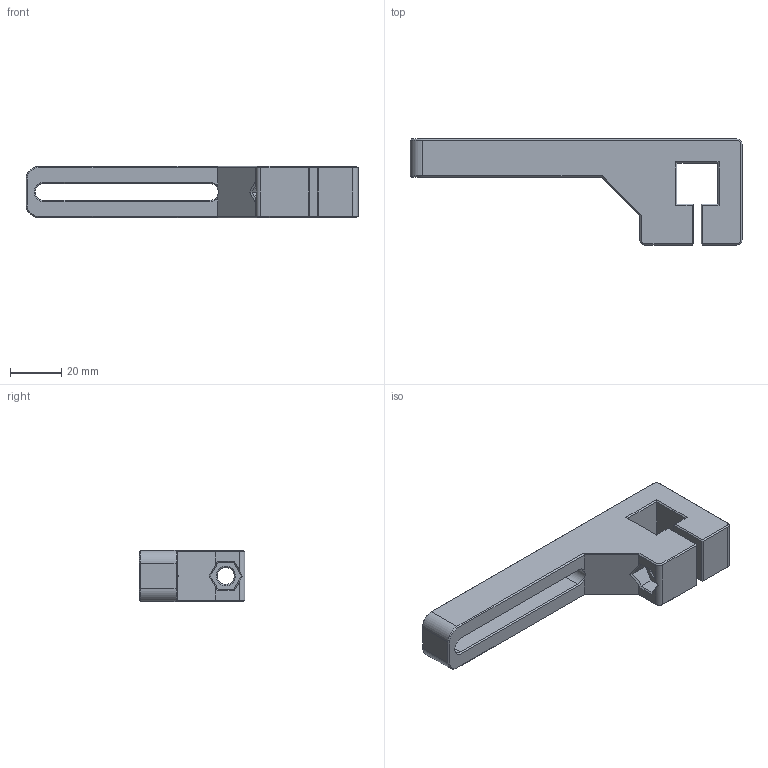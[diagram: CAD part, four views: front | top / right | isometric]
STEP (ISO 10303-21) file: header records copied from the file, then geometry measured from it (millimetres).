
FILE_DESCRIPTION(/* description */ (''),/* implementation_level */ '2;1');
FILE_NAME(/* name */ 'Support de base v18.step',/* time_stamp */ '2018-11-15T22:04:11+01:00',/* author */ ('Nik?'),/* organization */ (''),/* preprocessor_version */ 'ST-DEVELOPER v17.2',/* originating_system */ 'Autodesk Translation Framework v7.6.0.251',/* authorisation */ '');
FILE_SCHEMA (('AUTOMOTIVE_DESIGN { 1 0 10303 214 3 1 1 }'));
Length unit declared in the file: millimetre
Products named in the file (1): Support de base
Bounding box: 130 x 41.5 x 20 mm (x, y, z)
Volume: 47413.2 mm3; surface area: 15676.6 mm2
Topology: 1 solids, 1 shells, 105 faces, 246 edges, 142 vertices
Faces by surface type: plane 75, cone 17, cylinder 9, bspline 4
Full cylindrical faces by diameter (mm): 6.6 x2
Entity records: 2999 total; most frequent: CARTESIAN_POINT 588, ORIENTED_EDGE 492, DIRECTION 476, EDGE_CURVE 246, LINE 198, VECTOR 198, VERTEX_POINT 142, AXIS2_PLACEMENT_3D 139
